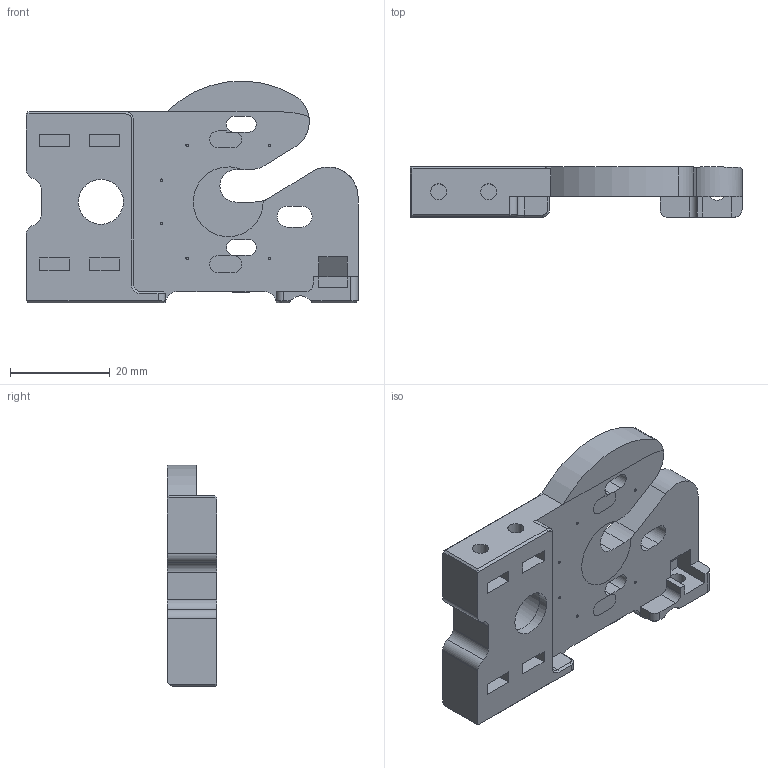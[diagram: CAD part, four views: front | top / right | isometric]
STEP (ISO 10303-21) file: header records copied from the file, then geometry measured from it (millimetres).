
FILE_DESCRIPTION(/* description */ (''),/* implementation_level */ '2;1');
FILE_NAME(/* name */ 'MotorPlate_42mm_ysido.step',/* time_stamp */ '2023-12-24T11:33:31+01:00',/* author */ (''),/* organization */ (''),/* preprocessor_version */ 'ST-DEVELOPER v20',/* originating_system */ 'Autodesk Translation Framework v12.14.0.127',/* authorisation */ '');
FILE_SCHEMA (('AUTOMOTIVE_DESIGN { 1 0 10303 214 3 1 1 }'));
Length unit declared in the file: millimetre
Products named in the file (1): MotorPlate
Bounding box: 66.5 x 10 x 44.44 mm (x, y, z)
Volume: 14921.8 mm3; surface area: 8190 mm2
Topology: 1 solids, 1 shells, 159 faces, 410 edges, 270 vertices
Faces by surface type: plane 102, cylinder 44, cone 13
Full cylindrical faces by diameter (mm): 3 x1, 3.2 x9, 9 x1, 10.1 x1
Entity records: 4935 total; most frequent: CARTESIAN_POINT 882, DIRECTION 841, ORIENTED_EDGE 820, EDGE_CURVE 410, AXIS2_PLACEMENT_3D 283, LINE 275, VECTOR 275, VERTEX_POINT 270
